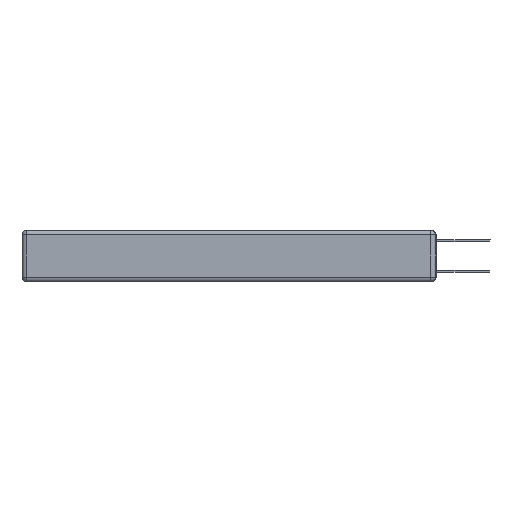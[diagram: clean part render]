
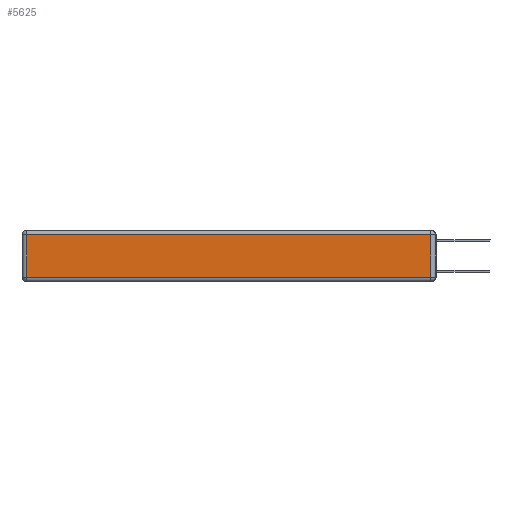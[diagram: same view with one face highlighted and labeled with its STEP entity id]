
A CAD part, left-side view. The second image highlights one B-rep face of the part: STEP entity #5625.
In plain terms, the highlighted planar face has unit normal (-1, 0, 0).
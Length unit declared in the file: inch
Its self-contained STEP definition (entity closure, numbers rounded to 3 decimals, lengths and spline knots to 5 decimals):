
#540 = VECTOR ( 'NONE', #1262, 39.37008 ) ;
#946 = PLANE ( 'NONE',  #5927 ) ;
#965 = EDGE_CURVE ( 'NONE', #10923, #4408, #4412, .T. ) ;
#1059 = DIRECTION ( 'NONE',  ( 0., 0., 1. ) ) ;
#1262 = DIRECTION ( 'NONE',  ( 0., -1., 0. ) ) ;
#1680 = CARTESIAN_POINT ( 'NONE',  ( 0., 0.03, -0.313 ) ) ;
#1707 = CARTESIAN_POINT ( 'NONE',  ( 0., 0.03, -0.343 ) ) ;
#1842 = DIRECTION ( 'NONE',  ( 0., 1., 0. ) ) ;
#1860 = ORIENTED_EDGE ( 'NONE', *, *, #18499, .T. ) ;
#4408 = VERTEX_POINT ( 'NONE', #6633 ) ;
#4412 = LINE ( 'NONE', #16735, #16047 ) ;
#4710 = CARTESIAN_POINT ( 'NONE',  ( 0., 0., -0.343 ) ) ;
#5182 = ORIENTED_EDGE ( 'NONE', *, *, #20059, .T. ) ;
#5625 = ADVANCED_FACE ( 'NONE', ( #10192 ), #946, .T. ) ;
#5927 = AXIS2_PLACEMENT_3D ( 'NONE', #4710, #19684, #1059 ) ;
#6017 = VECTOR ( 'NONE', #16436, 39.37008 ) ;
#6633 = CARTESIAN_POINT ( 'NONE',  ( 0., 2.72, -0.313 ) ) ;
#7295 = LINE ( 'NONE', #1707, #6017 ) ;
#7616 = DIRECTION ( 'NONE',  ( 0., 0., -1. ) ) ;
#7960 = VERTEX_POINT ( 'NONE', #1680 ) ;
#8761 = EDGE_CURVE ( 'NONE', #4408, #7960, #10529, .T. ) ;
#10192 = FACE_OUTER_BOUND ( 'NONE', #13913, .T. ) ;
#10529 = LINE ( 'NONE', #17934, #540 ) ;
#10923 = VERTEX_POINT ( 'NONE', #18162 ) ;
#13913 = EDGE_LOOP ( 'NONE', ( #21946, #5182, #1860, #18776 ) ) ;
#14404 = LINE ( 'NONE', #16134, #16031 ) ;
#16031 = VECTOR ( 'NONE', #1842, 39.37008 ) ;
#16047 = VECTOR ( 'NONE', #7616, 39.37008 ) ;
#16134 = CARTESIAN_POINT ( 'NONE',  ( 0., 2.75, -0.03 ) ) ;
#16436 = DIRECTION ( 'NONE',  ( 0., 0., 1. ) ) ;
#16459 = VERTEX_POINT ( 'NONE', #21236 ) ;
#16735 = CARTESIAN_POINT ( 'NONE',  ( 0., 2.72, -0.343 ) ) ;
#17934 = CARTESIAN_POINT ( 'NONE',  ( 0., 0., -0.313 ) ) ;
#18162 = CARTESIAN_POINT ( 'NONE',  ( 0., 2.72, -0.03 ) ) ;
#18499 = EDGE_CURVE ( 'NONE', #16459, #10923, #14404, .T. ) ;
#18776 = ORIENTED_EDGE ( 'NONE', *, *, #965, .T. ) ;
#19684 = DIRECTION ( 'NONE',  ( -1., 0., 0. ) ) ;
#20059 = EDGE_CURVE ( 'NONE', #7960, #16459, #7295, .T. ) ;
#21236 = CARTESIAN_POINT ( 'NONE',  ( 0., 0.03, -0.03 ) ) ;
#21946 = ORIENTED_EDGE ( 'NONE', *, *, #8761, .T. ) ;
